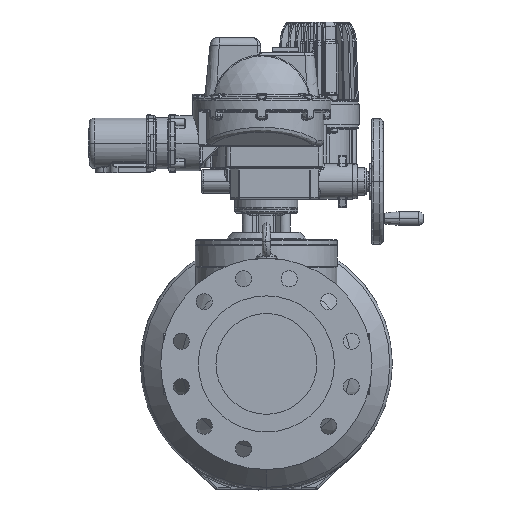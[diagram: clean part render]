
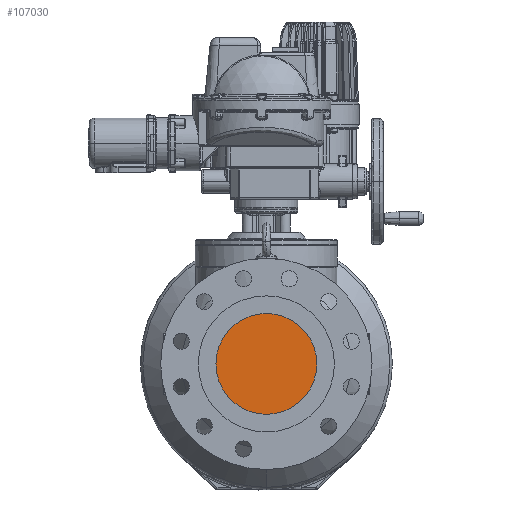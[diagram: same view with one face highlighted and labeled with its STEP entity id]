
A CAD part, left-side view. The second image highlights one B-rep face of the part: STEP entity #107030.
In plain terms, the highlighted planar face has unit normal (-1, 0, 0).
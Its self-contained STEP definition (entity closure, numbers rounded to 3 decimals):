
#301 = EDGE_CURVE ( 'NONE', #137351, #43717, #107071, .T. ) ;
#2831 = DIRECTION ( 'NONE',  ( 0., 0., -1. ) ) ;
#16242 = CARTESIAN_POINT ( 'NONE',  ( -170., 0., 0. ) ) ;
#18429 = CARTESIAN_POINT ( 'NONE',  ( -170., 0., 100. ) ) ;
#27925 = PLANE ( 'NONE',  #237693 ) ;
#41411 = DIRECTION ( 'NONE',  ( 0., 0., -1. ) ) ;
#43717 = VERTEX_POINT ( 'NONE', #312307 ) ;
#47286 = AXIS2_PLACEMENT_3D ( 'NONE', #16242, #191395, #41411 ) ;
#53120 = DIRECTION ( 'NONE',  ( 1., 0., 0. ) ) ;
#58512 = EDGE_LOOP ( 'NONE', ( #317799, #211057 ) ) ;
#107030 = ADVANCED_FACE ( 'NONE', ( #225073 ), #27925, .F. ) ;
#107071 = CIRCLE ( 'NONE', #229300, 100. ) ;
#126438 = CARTESIAN_POINT ( 'NONE',  ( -170., 0., 0. ) ) ;
#137351 = VERTEX_POINT ( 'NONE', #18429 ) ;
#152772 = DIRECTION ( 'NONE',  ( -1., 0., 0. ) ) ;
#168634 = CIRCLE ( 'NONE', #47286, 100. ) ;
#191395 = DIRECTION ( 'NONE',  ( -1., 0., 0. ) ) ;
#211057 = ORIENTED_EDGE ( 'NONE', *, *, #301, .T. ) ;
#225073 = FACE_OUTER_BOUND ( 'NONE', #58512, .T. ) ;
#228295 = DIRECTION ( 'NONE',  ( 0., 0., -1. ) ) ;
#229300 = AXIS2_PLACEMENT_3D ( 'NONE', #302858, #152772, #2831 ) ;
#237693 = AXIS2_PLACEMENT_3D ( 'NONE', #126438, #53120, #228295 ) ;
#302858 = CARTESIAN_POINT ( 'NONE',  ( -170., 0., 0. ) ) ;
#312307 = CARTESIAN_POINT ( 'NONE',  ( -170., 0., -100. ) ) ;
#313944 = EDGE_CURVE ( 'NONE', #43717, #137351, #168634, .T. ) ;
#317799 = ORIENTED_EDGE ( 'NONE', *, *, #313944, .T. ) ;
